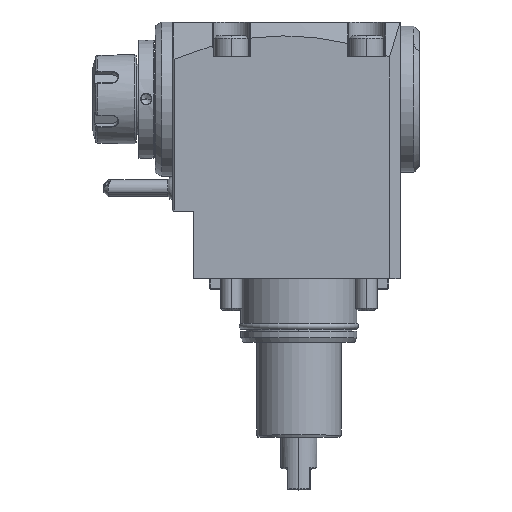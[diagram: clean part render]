
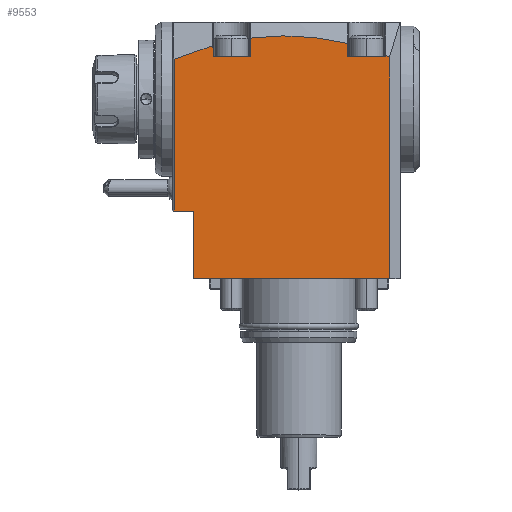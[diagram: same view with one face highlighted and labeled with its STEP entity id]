
A CAD part, top view. The second image highlights one B-rep face of the part: STEP entity #9553.
In plain terms, the highlighted planar face has unit normal (0, 0, 1).
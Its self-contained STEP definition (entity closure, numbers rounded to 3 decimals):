
#1769=DIRECTION('',(0.,1.,0.));
#1770=VECTOR('',#1769,104.954);
#1771=CARTESIAN_POINT('',(103.,0.,42.5));
#1772=LINE('',#1771,#1770);
#1786=CARTESIAN_POINT('',(103.,104.954,42.5));
#1800=DIRECTION('',(-1.,0.,0.));
#1801=VECTOR('',#1800,93.);
#1802=CARTESIAN_POINT('',(103.,0.,42.5));
#1803=LINE('',#1802,#1801);
#2307=DIRECTION('',(0.,1.,0.));
#2308=VECTOR('',#2307,32.);
#2309=CARTESIAN_POINT('',(10.,0.,42.5));
#2310=LINE('',#2309,#2308);
#2311=DIRECTION('',(1.,0.,0.));
#2312=VECTOR('',#2311,9.);
#2313=CARTESIAN_POINT('',(1.,32.,42.5));
#2314=LINE('',#2313,#2312);
#2315=DIRECTION('',(0.,1.,0.));
#2316=VECTOR('',#2315,71.4);
#2317=CARTESIAN_POINT('',(1.,32.5,42.5));
#2318=LINE('',#2317,#2316);
#2319=CARTESIAN_POINT('',(18.964,110.187,42.5));
#2320=CARTESIAN_POINT('',(12.837,108.491,42.5));
#2321=CARTESIAN_POINT('',(6.855,106.378,42.5));
#2322=CARTESIAN_POINT('',(1.,103.9,42.5));
#2324=DIRECTION('',(-0.268,0.963,0.));
#2325=VECTOR('',#2324,2.);
#2326=CARTESIAN_POINT('',(19.5,108.26,42.5));
#2327=LINE('',#2326,#2325);
#2328=DIRECTION('',(0.,-1.,0.));
#2329=VECTOR('',#2328,3.26);
#2330=CARTESIAN_POINT('',(19.5,108.26,42.5));
#2331=LINE('',#2330,#2329);
#2332=DIRECTION('',(0.,-1.,0.));
#2333=VECTOR('',#2332,8.865);
#2334=CARTESIAN_POINT('',(37.,113.865,42.5));
#2335=LINE('',#2334,#2333);
#2336=CARTESIAN_POINT('',(37.,113.865,42.5));
#2337=CARTESIAN_POINT('',(52.484,115.895,42.5));
#2338=CARTESIAN_POINT('',(67.814,115.013,42.5));
#2339=CARTESIAN_POINT('',(83.,111.373,42.5));
#2341=DIRECTION('',(0.,1.,0.));
#2342=VECTOR('',#2341,6.373);
#2343=CARTESIAN_POINT('',(83.,105.,42.5));
#2344=LINE('',#2343,#2342);
#2345=DIRECTION('',(-0.275,-0.961,0.));
#2346=VECTOR('',#2345,0.752);
#2347=CARTESIAN_POINT('',(101.05,105.723,42.5));
#2348=LINE('',#2347,#2346);
#2349=CARTESIAN_POINT('',(101.05,105.723,42.5));
#2350=CARTESIAN_POINT('',(101.702,105.471,42.5));
#2351=CARTESIAN_POINT('',(102.352,105.215,42.5));
#2352=CARTESIAN_POINT('',(103.,104.954,42.5));
#2354=DIRECTION('',(0.,1.,0.));
#2355=VECTOR('',#2354,0.5);
#2356=CARTESIAN_POINT('',(1.,32.,42.5));
#2357=LINE('',#2356,#2355);
#2378=CARTESIAN_POINT('',(1.,103.9,42.5));
#2604=DIRECTION('',(-1.,0.,0.));
#2605=VECTOR('',#2604,17.843);
#2606=CARTESIAN_POINT('',(100.843,105.,42.5));
#2607=LINE('',#2606,#2605);
#2648=CARTESIAN_POINT('',(37.,113.865,42.5));
#2666=DIRECTION('',(-1.,0.,0.));
#2667=VECTOR('',#2666,17.5);
#2668=CARTESIAN_POINT('',(37.,105.,42.5));
#2669=LINE('',#2668,#2667);
#4617=CARTESIAN_POINT('',(19.5,105.,42.5));
#4618=VERTEX_POINT('',#4617);
#4621=VERTEX_POINT('',#2378);
#4635=VERTEX_POINT('',#1786);
#4644=CARTESIAN_POINT('',(19.5,108.26,42.5));
#4645=CARTESIAN_POINT('',(18.964,110.187,42.5));
#4646=VERTEX_POINT('',#4644);
#4647=VERTEX_POINT('',#4645);
#4648=CARTESIAN_POINT('',(101.05,105.723,42.5));
#4649=VERTEX_POINT('',#4648);
#4651=VERTEX_POINT('',#2648);
#4652=CARTESIAN_POINT('',(37.,105.,42.5));
#4653=VERTEX_POINT('',#4652);
#4674=VERTEX_POINT('',#2339);
#4685=CARTESIAN_POINT('',(100.843,105.,42.5));
#4686=VERTEX_POINT('',#4685);
#4692=CARTESIAN_POINT('',(83.,105.,42.5));
#4694=VERTEX_POINT('',#4692);
#5252=CARTESIAN_POINT('',(103.,0.,42.5));
#5253=VERTEX_POINT('',#5252);
#5299=CARTESIAN_POINT('',(10.,0.,42.5));
#5301=VERTEX_POINT('',#5299);
#5302=CARTESIAN_POINT('',(1.,32.,42.5));
#5303=CARTESIAN_POINT('',(10.,32.,42.5));
#5304=VERTEX_POINT('',#5302);
#5305=VERTEX_POINT('',#5303);
#5343=CARTESIAN_POINT('',(1.,32.5,42.5));
#5345=VERTEX_POINT('',#5343);
#9518=CARTESIAN_POINT('',(0.,121.5,42.5));
#9519=DIRECTION('',(0.,0.,1.));
#9520=DIRECTION('',(0.,-1.,0.));
#9521=AXIS2_PLACEMENT_3D('',#9518,#9519,#9520);
#9522=PLANE('',#9521);
#9523=ORIENTED_EDGE('',*,*,#8676,.F.);
#9524=ORIENTED_EDGE('',*,*,#8697,.T.);
#9525=ORIENTED_EDGE('',*,*,#9511,.T.);
#9526=ORIENTED_EDGE('',*,*,#9500,.F.);
#9528=ORIENTED_EDGE('',*,*,#9527,.T.);
#9530=ORIENTED_EDGE('',*,*,#9529,.T.);
#9532=ORIENTED_EDGE('',*,*,#9531,.F.);
#9534=ORIENTED_EDGE('',*,*,#9533,.F.);
#9536=ORIENTED_EDGE('',*,*,#9535,.T.);
#9538=ORIENTED_EDGE('',*,*,#9537,.F.);
#9540=ORIENTED_EDGE('',*,*,#9539,.F.);
#9542=ORIENTED_EDGE('',*,*,#9541,.T.);
#9544=ORIENTED_EDGE('',*,*,#9543,.F.);
#9546=ORIENTED_EDGE('',*,*,#9545,.F.);
#9548=ORIENTED_EDGE('',*,*,#9547,.F.);
#9550=ORIENTED_EDGE('',*,*,#9549,.T.);
#9551=EDGE_LOOP('',(#9523,#9524,#9525,#9526,#9528,#9530,#9532,#9534,#9536,#9538,
#9540,#9542,#9544,#9546,#9548,#9550));
#9552=FACE_OUTER_BOUND('',#9551,.F.);
#2323=B_SPLINE_CURVE_WITH_KNOTS('',3,(#2319,#2320,#2321,#2322),.UNSPECIFIED.,
.F.,.F.,(4,4),(0.,1.),.UNSPECIFIED.);
#2340=B_SPLINE_CURVE_WITH_KNOTS('',3,(#2336,#2337,#2338,#2339),.UNSPECIFIED.,
.F.,.F.,(4,4),(0.,1.),.UNSPECIFIED.);
#2353=B_SPLINE_CURVE_WITH_KNOTS('',3,(#2349,#2350,#2351,#2352),.UNSPECIFIED.,
.F.,.F.,(4,4),(0.,1.),.UNSPECIFIED.);
#8676=EDGE_CURVE('',#5253,#4635,#1772,.T.);
#8697=EDGE_CURVE('',#5253,#5301,#1803,.T.);
#9500=EDGE_CURVE('',#5304,#5305,#2314,.T.);
#9511=EDGE_CURVE('',#5301,#5305,#2310,.T.);
#9527=EDGE_CURVE('',#5304,#5345,#2357,.T.);
#9529=EDGE_CURVE('',#5345,#4621,#2318,.T.);
#9531=EDGE_CURVE('',#4647,#4621,#2323,.T.);
#9533=EDGE_CURVE('',#4646,#4647,#2327,.T.);
#9535=EDGE_CURVE('',#4646,#4618,#2331,.T.);
#9537=EDGE_CURVE('',#4653,#4618,#2669,.T.);
#9539=EDGE_CURVE('',#4651,#4653,#2335,.T.);
#9541=EDGE_CURVE('',#4651,#4674,#2340,.T.);
#9543=EDGE_CURVE('',#4694,#4674,#2344,.T.);
#9545=EDGE_CURVE('',#4686,#4694,#2607,.T.);
#9547=EDGE_CURVE('',#4649,#4686,#2348,.T.);
#9549=EDGE_CURVE('',#4649,#4635,#2353,.T.);
#9553=ADVANCED_FACE('',(#9552),#9522,.T.);
